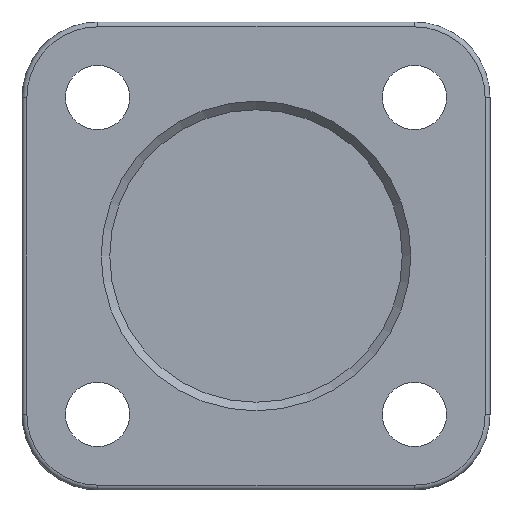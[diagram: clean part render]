
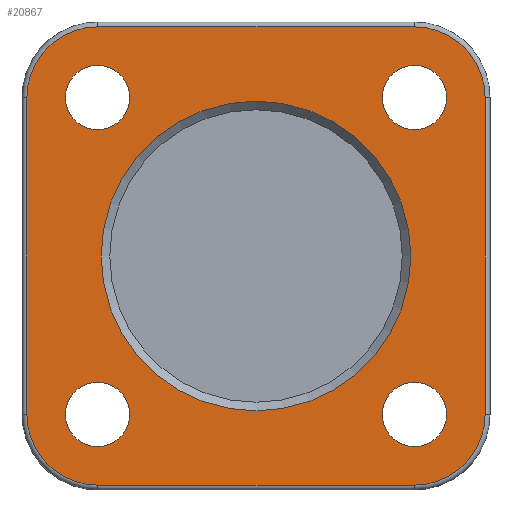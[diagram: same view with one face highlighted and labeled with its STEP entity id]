
A CAD part, front view. The second image highlights one B-rep face of the part: STEP entity #20867.
In plain terms, the highlighted planar face has unit normal (0, -1, 0).
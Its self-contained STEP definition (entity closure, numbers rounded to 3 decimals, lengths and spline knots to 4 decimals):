
#59=FACE_BOUND($,#7436,.T.);
#60=FACE_BOUND($,#7437,.T.);
#61=FACE_BOUND($,#7438,.T.);
#62=FACE_BOUND($,#7439,.T.);
#63=FACE_BOUND($,#7440,.T.);
#102=PLANE($,#22126);
#769=LINE($,#30277,#2444);
#772=LINE($,#30284,#2447);
#773=LINE($,#30297,#2448);
#774=LINE($,#30301,#2449);
#2444=VECTOR($,#23014,3.25);
#2447=VECTOR($,#23021,3.25);
#2448=VECTOR($,#23040,3.25);
#2449=VECTOR($,#23045,3.25);
#6195=FACE_OUTER_BOUND($,#7435,.T.);
#7435=EDGE_LOOP($,(#15302,#15303,#15304,#15305,#15306,#15307,#15308,#15309));
#7436=EDGE_LOOP($,(#15310));
#7437=EDGE_LOOP($,(#15311));
#7438=EDGE_LOOP($,(#15312));
#7439=EDGE_LOOP($,(#15313));
#7440=EDGE_LOOP($,(#15314));
#8676=CIRCLE($,#22104,0.725);
#8682=CIRCLE($,#22113,0.725);
#8685=CIRCLE($,#22117,0.725);
#8688=CIRCLE($,#22123,0.725);
#8689=CIRCLE($,#22127,0.33);
#8690=CIRCLE($,#22128,0.33);
#8691=CIRCLE($,#22129,1.588);
#8692=CIRCLE($,#22130,0.33);
#8693=CIRCLE($,#22131,0.33);
#9701=VERTEX_POINT($,#30267);
#9702=VERTEX_POINT($,#30269);
#9704=VERTEX_POINT($,#30275);
#9705=VERTEX_POINT($,#30280);
#9707=VERTEX_POINT($,#30286);
#9708=VERTEX_POINT($,#30290);
#9709=VERTEX_POINT($,#30295);
#9710=VERTEX_POINT($,#30299);
#9711=VERTEX_POINT($,#30309);
#9712=VERTEX_POINT($,#30311);
#9713=VERTEX_POINT($,#30313);
#9714=VERTEX_POINT($,#30315);
#9715=VERTEX_POINT($,#30317);
#11902=EDGE_CURVE($,#9701,#9702,#8676,.T.);
#11906=EDGE_CURVE($,#9704,#9701,#769,.T.);
#11910=EDGE_CURVE($,#9702,#9705,#772,.T.);
#11912=EDGE_CURVE($,#9707,#9704,#8682,.T.);
#11915=EDGE_CURVE($,#9705,#9708,#8685,.T.);
#11917=EDGE_CURVE($,#9709,#9707,#773,.T.);
#11919=EDGE_CURVE($,#9708,#9710,#774,.T.);
#11920=EDGE_CURVE($,#9710,#9709,#8688,.T.);
#11923=EDGE_CURVE($,#9711,#9711,#8689,.F.);
#11924=EDGE_CURVE($,#9712,#9712,#8690,.F.);
#11925=EDGE_CURVE($,#9713,#9713,#8691,.T.);
#11926=EDGE_CURVE($,#9714,#9714,#8692,.F.);
#11927=EDGE_CURVE($,#9715,#9715,#8693,.F.);
#15302=ORIENTED_EDGE($,*,*,#11902,.F.);
#15303=ORIENTED_EDGE($,*,*,#11906,.F.);
#15304=ORIENTED_EDGE($,*,*,#11912,.F.);
#15305=ORIENTED_EDGE($,*,*,#11917,.F.);
#15306=ORIENTED_EDGE($,*,*,#11920,.F.);
#15307=ORIENTED_EDGE($,*,*,#11919,.F.);
#15308=ORIENTED_EDGE($,*,*,#11915,.F.);
#15309=ORIENTED_EDGE($,*,*,#11910,.F.);
#15310=ORIENTED_EDGE($,*,*,#11923,.F.);
#15311=ORIENTED_EDGE($,*,*,#11924,.F.);
#15312=ORIENTED_EDGE($,*,*,#11925,.F.);
#15313=ORIENTED_EDGE($,*,*,#11926,.F.);
#15314=ORIENTED_EDGE($,*,*,#11927,.F.);
#20867=ADVANCED_FACE($,(#6195,#59,#60,#61,#62,#63),#102,.F.);
#22104=AXIS2_PLACEMENT_3D($,#30270,#23004,#23005);
#22113=AXIS2_PLACEMENT_3D($,#30288,#23026,#23027);
#22117=AXIS2_PLACEMENT_3D($,#30293,#23034,#23035);
#22123=AXIS2_PLACEMENT_3D($,#30303,#23048,#23049);
#22126=AXIS2_PLACEMENT_3D($,#30308,#23056,#23057);
#22127=AXIS2_PLACEMENT_3D($,#30310,#23058,#23059);
#22128=AXIS2_PLACEMENT_3D($,#30312,#23060,#23061);
#22129=AXIS2_PLACEMENT_3D($,#30314,#23062,#23063);
#22130=AXIS2_PLACEMENT_3D($,#30316,#23064,#23065);
#22131=AXIS2_PLACEMENT_3D($,#30318,#23066,#23067);
#23004=DIRECTION('center_axis',(0.,1.,0.));
#23005=DIRECTION('ref_axis',(0.707,0.,-0.707));
#23014=DIRECTION($,(0.,0.,-1.));
#23021=DIRECTION($,(-1.,0.,0.));
#23026=DIRECTION('center_axis',(0.,1.,0.));
#23027=DIRECTION('ref_axis',(0.707,0.,0.707));
#23034=DIRECTION('center_axis',(0.,1.,0.));
#23035=DIRECTION('ref_axis',(-0.707,0.,-0.707));
#23040=DIRECTION($,(1.,0.,0.));
#23045=DIRECTION($,(0.,0.,1.));
#23048=DIRECTION('center_axis',(0.,1.,0.));
#23049=DIRECTION('ref_axis',(-0.707,0.,0.707));
#23056=DIRECTION('center_axis',(0.,1.,0.));
#23057=DIRECTION('ref_axis',(0.,0.,1.));
#23058=DIRECTION('center_axis',(0.,1.,0.));
#23059=DIRECTION('ref_axis',(0.,0.,1.));
#23060=DIRECTION('center_axis',(0.,1.,0.));
#23061=DIRECTION('ref_axis',(0.,0.,1.));
#23062=DIRECTION('center_axis',(0.,-1.,0.));
#23063=DIRECTION('ref_axis',(0.,0.,-1.));
#23064=DIRECTION('center_axis',(0.,1.,0.));
#23065=DIRECTION('ref_axis',(0.,0.,1.));
#23066=DIRECTION('center_axis',(0.,1.,0.));
#23067=DIRECTION('ref_axis',(0.,0.,1.));
#30267=CARTESIAN_POINT('',(0.2134,-0.93,-1.625));
#30269=CARTESIAN_POINT('',(-0.5116,-0.93,-2.35));
#30270=CARTESIAN_POINT('Origin',(-0.5116,-0.93,
-1.625));
#30275=CARTESIAN_POINT('',(0.2134,-0.93,1.625));
#30277=CARTESIAN_POINT($,(0.2134,-0.93,0.));
#30280=CARTESIAN_POINT('',(-3.7616,-0.93,-2.35));
#30284=CARTESIAN_POINT($,(-2.1366,-0.93,-2.35));
#30286=CARTESIAN_POINT('',(-0.5116,-0.93,2.35));
#30288=CARTESIAN_POINT('Origin',(-0.5116,-0.93,
1.625));
#30290=CARTESIAN_POINT('',(-4.4866,-0.93,-1.625));
#30293=CARTESIAN_POINT('Origin',(-3.7616,-0.93,-1.625));
#30295=CARTESIAN_POINT('',(-3.7616,-0.93,2.35));
#30297=CARTESIAN_POINT($,(-3.7616,-0.93,2.35));
#30299=CARTESIAN_POINT('',(-4.4866,-0.93,1.625));
#30301=CARTESIAN_POINT($,(-4.4866,-0.93,-1.625));
#30303=CARTESIAN_POINT('Origin',(-3.7616,-0.93,1.625));
#30308=CARTESIAN_POINT('Origin',(-3.7616,-0.93,-1.625));
#30309=CARTESIAN_POINT('',(-3.7616,-0.93,1.955));
#30310=CARTESIAN_POINT('Origin',(-3.7616,-0.93,1.625));
#30311=CARTESIAN_POINT('',(-3.7616,-0.93,-1.295));
#30312=CARTESIAN_POINT('Origin',(-3.7616,-0.93,-1.625));
#30313=CARTESIAN_POINT('',(-2.1366,-0.93,-1.588));
#30314=CARTESIAN_POINT('Origin',(-2.1366,-0.93,0.));
#30315=CARTESIAN_POINT('',(-0.5116,-0.93,-1.295));
#30316=CARTESIAN_POINT('Origin',(-0.5116,-0.93,
-1.625));
#30317=CARTESIAN_POINT('',(-0.5116,-0.93,1.955));
#30318=CARTESIAN_POINT('Origin',(-0.5116,-0.93,
1.625));
